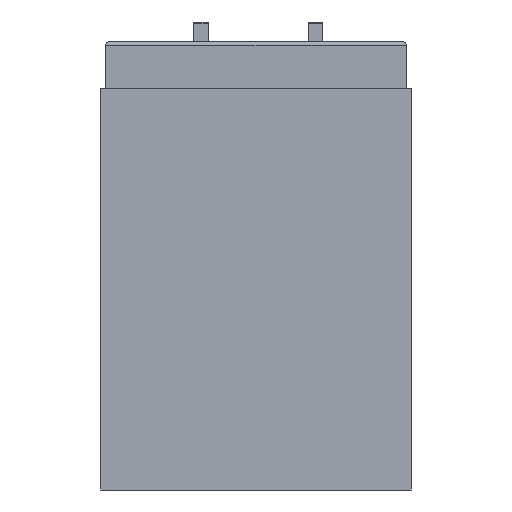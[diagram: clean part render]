
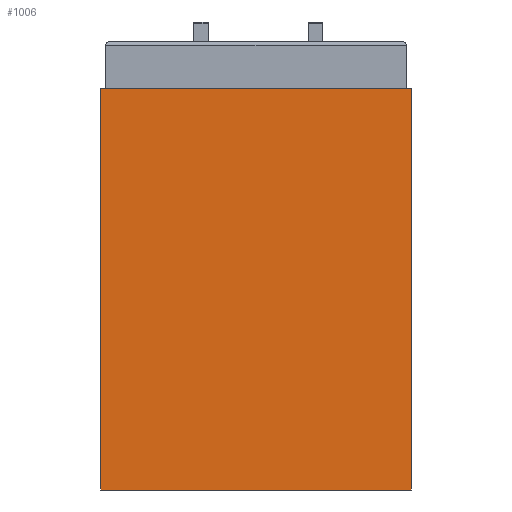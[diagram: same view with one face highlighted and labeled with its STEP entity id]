
A CAD part, left-side view. The second image highlights one B-rep face of the part: STEP entity #1006.
In plain terms, the highlighted planar face has unit normal (-1, 0, 0).
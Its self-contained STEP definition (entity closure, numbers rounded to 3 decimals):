
#86=FACE_OUTER_BOUND('',#150,.T.);
#150=EDGE_LOOP('',(#678,#679,#680,#681));
#216=LINE('',#1493,#328);
#217=LINE('',#1495,#329);
#218=LINE('',#1497,#330);
#219=LINE('',#1498,#331);
#328=VECTOR('',#1187,10.);
#329=VECTOR('',#1188,10.);
#330=VECTOR('',#1189,10.);
#331=VECTOR('',#1190,10.);
#440=VERTEX_POINT('',#1491);
#441=VERTEX_POINT('',#1492);
#442=VERTEX_POINT('',#1494);
#443=VERTEX_POINT('',#1496);
#532=EDGE_CURVE('',#440,#441,#216,.T.);
#533=EDGE_CURVE('',#440,#442,#217,.T.);
#534=EDGE_CURVE('',#443,#442,#218,.T.);
#535=EDGE_CURVE('',#441,#443,#219,.T.);
#678=ORIENTED_EDGE('',*,*,#532,.F.);
#679=ORIENTED_EDGE('',*,*,#533,.T.);
#680=ORIENTED_EDGE('',*,*,#534,.F.);
#681=ORIENTED_EDGE('',*,*,#535,.F.);
#970=PLANE('',#1087);
#1006=ADVANCED_FACE('',(#86),#970,.T.);
#1087=AXIS2_PLACEMENT_3D('',#1490,#1185,#1186);
#1185=DIRECTION('center_axis',(-1.,0.,0.));
#1186=DIRECTION('ref_axis',(0.,-1.,0.));
#1187=DIRECTION('',(0.,1.,0.));
#1188=DIRECTION('',(0.,0.,1.));
#1189=DIRECTION('',(0.,-1.,0.));
#1190=DIRECTION('',(0.,0.,1.));
#1490=CARTESIAN_POINT('Origin',(0.,0.,0.));
#1491=CARTESIAN_POINT('',(0.,-65.,0.));
#1492=CARTESIAN_POINT('',(0.,0.,0.));
#1493=CARTESIAN_POINT('',(0.,-65.,0.));
#1494=CARTESIAN_POINT('',(0.,-65.,84.));
#1495=CARTESIAN_POINT('',(0.,-65.,0.));
#1496=CARTESIAN_POINT('',(0.,0.,84.));
#1497=CARTESIAN_POINT('',(0.,-65.,84.));
#1498=CARTESIAN_POINT('',(0.,0.,0.));
